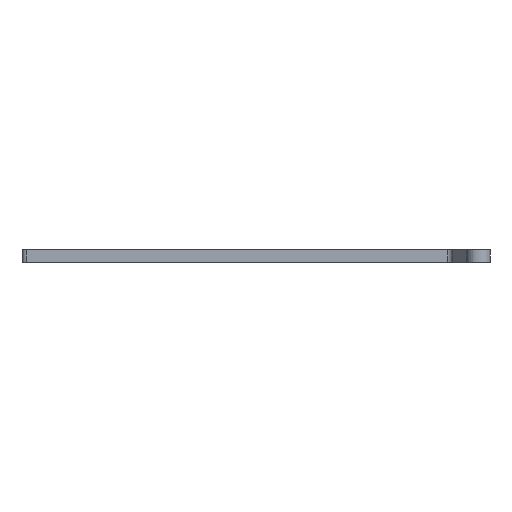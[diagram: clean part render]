
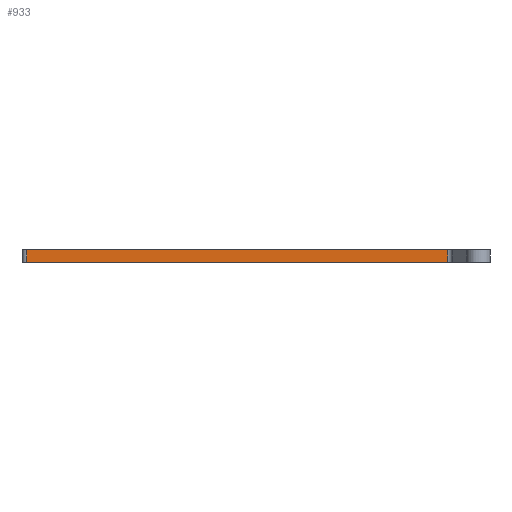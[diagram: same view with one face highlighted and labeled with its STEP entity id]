
A CAD part, front view. The second image highlights one B-rep face of the part: STEP entity #933.
In plain terms, the highlighted planar face has unit normal (0, -1, 0).
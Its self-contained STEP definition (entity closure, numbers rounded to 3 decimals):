
#81=PLANE('',#1060);
#131=FACE_OUTER_BOUND('',#208,.T.);
#208=EDGE_LOOP('',(#848,#849,#850,#851));
#220=LINE('',#1389,#289);
#249=LINE('',#1535,#318);
#277=LINE('',#1615,#346);
#278=LINE('',#1617,#347);
#289=VECTOR('',#1090,10.);
#318=VECTOR('',#1243,10.);
#346=VECTOR('',#1341,10.);
#347=VECTOR('',#1344,10.);
#422=VERTEX_POINT('',#1386);
#423=VERTEX_POINT('',#1388);
#477=VERTEX_POINT('',#1532);
#478=VERTEX_POINT('',#1534);
#506=EDGE_CURVE('',#422,#423,#220,.T.);
#576=EDGE_CURVE('',#477,#478,#249,.T.);
#616=EDGE_CURVE('',#477,#423,#277,.T.);
#617=EDGE_CURVE('',#478,#422,#278,.T.);
#848=ORIENTED_EDGE('',*,*,#576,.F.);
#849=ORIENTED_EDGE('',*,*,#616,.T.);
#850=ORIENTED_EDGE('',*,*,#506,.F.);
#851=ORIENTED_EDGE('',*,*,#617,.F.);
#933=ADVANCED_FACE('',(#131),#81,.T.);
#1060=AXIS2_PLACEMENT_3D('',#1616,#1342,#1343);
#1090=DIRECTION('',(1.,0.,0.));
#1243=DIRECTION('',(-1.,0.,0.));
#1341=DIRECTION('',(0.,0.,1.));
#1342=DIRECTION('center_axis',(0.,-1.,0.));
#1343=DIRECTION('ref_axis',(1.,0.,0.));
#1344=DIRECTION('',(0.,0.,1.));
#1386=CARTESIAN_POINT('',(-91.,-13.5,8.));
#1388=CARTESIAN_POINT('',(81.465,-13.5,8.));
#1389=CARTESIAN_POINT('',(81.465,-13.5,8.));
#1532=CARTESIAN_POINT('',(81.465,-13.5,3.));
#1534=CARTESIAN_POINT('',(-91.,-13.5,3.));
#1535=CARTESIAN_POINT('',(81.465,-13.5,3.));
#1615=CARTESIAN_POINT('',(81.465,-13.5,3.));
#1616=CARTESIAN_POINT('Origin',(-91.,-13.5,3.));
#1617=CARTESIAN_POINT('',(-91.,-13.5,3.));
